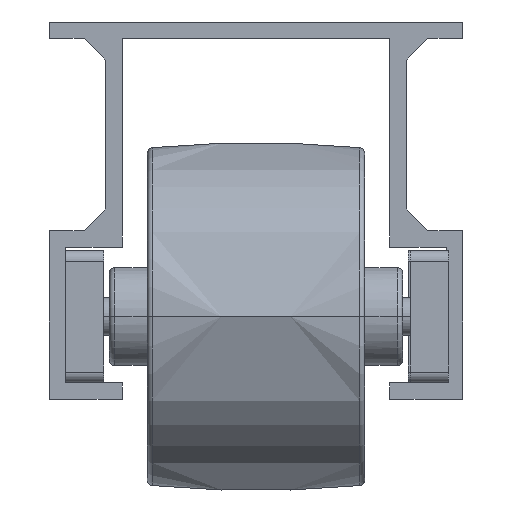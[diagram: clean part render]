
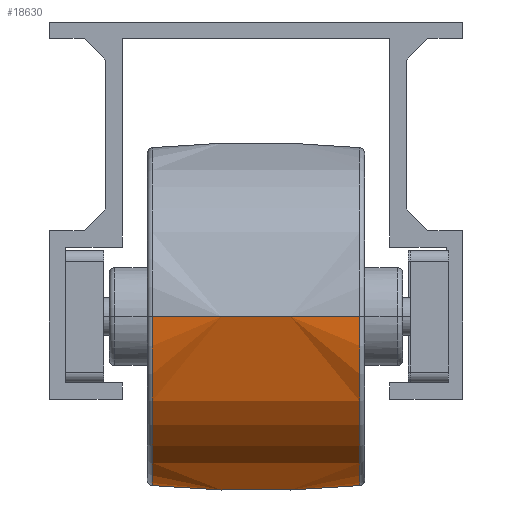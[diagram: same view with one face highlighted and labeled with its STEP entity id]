
A CAD part, front view. The second image highlights one B-rep face of the part: STEP entity #18630.
In plain terms, the highlighted free-form (B-spline) face has degree [3, 3] with [7, 4] control points.
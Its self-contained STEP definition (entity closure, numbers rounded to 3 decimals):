
#940 = CARTESIAN_POINT ( 'NONE',  ( 9.928, -100., -42.607 ) ) ;
#1122 = CARTESIAN_POINT ( 'NONE',  ( 9.928, -109.543, -42.607 ) ) ;
#1695 = CARTESIAN_POINT ( 'NONE',  ( 3.32, -116.758, -36.013 ) ) ;
#2155 = CARTESIAN_POINT ( 'NONE',  ( -9.548, -84.456, -27.1 ) ) ;
#2873 = CARTESIAN_POINT ( 'NONE',  ( 9.548, -100., -27.1 ) ) ;
#3608 = VERTEX_POINT ( 'NONE', #35267 ) ;
#4090 = CARTESIAN_POINT ( 'NONE',  ( 9.928, -90.457, -42.607 ) ) ;
#4461 = CARTESIAN_POINT ( 'NONE',  ( -9.928, -84.523, -26.126 ) ) ;
#4638 = CARTESIAN_POINT ( 'NONE',  ( -9.928, -83.924, -35.651 ) ) ;
#7750 = CARTESIAN_POINT ( 'NONE',  ( 3.32, -90.052, -43.265 ) ) ;
#9486 = DIRECTION ( 'NONE',  ( 0., 0., -1. ) ) ;
#9959 = DIRECTION ( 'NONE',  ( 0., 0., 1. ) ) ;
#10357 = VERTEX_POINT ( 'NONE', #31002 ) ;
#10466 = CARTESIAN_POINT ( 'NONE',  ( 9.928, -115.477, -26.126 ) ) ;
#11436 = DIRECTION ( 'NONE',  ( 0., -1., 0. ) ) ;
#12629 = CARTESIAN_POINT ( 'NONE',  ( 0., -184.25, -27.1 ) ) ;
#13024 = CARTESIAN_POINT ( 'NONE',  ( 3.32, -83.867, -26.085 ) ) ;
#13411 = CARTESIAN_POINT ( 'NONE',  ( -3.32, -90.052, -43.265 ) ) ;
#13600 = CARTESIAN_POINT ( 'NONE',  ( -3.32, -116.133, -26.085 ) ) ;
#15003 = AXIS2_PLACEMENT_3D ( 'NONE', #2873, #29921, #11436 ) ;
#16203 = DIRECTION ( 'NONE',  ( -0.095, -0.995, 0. ) ) ;
#16202 = CIRCLE ( 'NONE', #15003, 15.544 ) ;
#16309 = CARTESIAN_POINT ( 'NONE',  ( -3.32, -100., -43.265 ) ) ;
#16324 =( BOUNDED_SURFACE ( )  B_SPLINE_SURFACE ( 3, 3, ( 
 ( #31145, #13024, #19040, #4461 ),
 ( #22526, #31339, #25241, #4638 ),
 ( #4090, #7750, #13411, #24852 ),
 ( #940, #19618, #16309, #28382 ),
 ( #1122, #36782, #36589, #18842 ),
 ( #28198, #1695, #37172, #30752 ),
 ( #10466, #22339, #13600, #25438 ) ),
 .UNSPECIFIED., .F., .F., .T. ) 
 B_SPLINE_SURFACE_WITH_KNOTS ( ( 4, 3, 4 ),
 ( 4, 4 ),
 ( 0., 1., 2. ),
 ( 0., 1. ),
 .UNSPECIFIED. ) 
 GEOMETRIC_REPRESENTATION_ITEM ( )  RATIONAL_B_SPLINE_SURFACE ( (
 ( 1.19, 1.186, 1.186, 1.19),
 ( 0.94, 0.937, 0.937, 0.94),
 ( 0.94, 0.937, 0.937, 0.94),
 ( 1.19, 1.186, 1.186, 1.19),
 ( 0.94, 0.937, 0.937, 0.94),
 ( 0.94, 0.937, 0.937, 0.94),
 ( 1.19, 1.186, 1.186, 1.19) ) ) 
 REPRESENTATION_ITEM ( '' )  SURFACE ( )  );
#18630 = ADVANCED_FACE ( 'NONE', ( #37381 ), #16324, .T. ) ;
#18842 = CARTESIAN_POINT ( 'NONE',  ( -9.928, -109.543, -42.607 ) ) ;
#19040 = CARTESIAN_POINT ( 'NONE',  ( -3.32, -83.867, -26.085 ) ) ;
#19618 = CARTESIAN_POINT ( 'NONE',  ( 3.32, -100., -43.265 ) ) ;
#19842 = DIRECTION ( 'NONE',  ( 1., 0., 0. ) ) ;
#21519 = ORIENTED_EDGE ( 'NONE', *, *, #31364, .F. ) ;
#21524 = VERTEX_POINT ( 'NONE', #2155 ) ;
#22339 = CARTESIAN_POINT ( 'NONE',  ( 3.32, -116.133, -26.085 ) ) ;
#22380 = DIRECTION ( 'NONE',  ( 0., -1., 0. ) ) ;
#22526 = CARTESIAN_POINT ( 'NONE',  ( 9.928, -83.924, -35.651 ) ) ;
#22819 = ORIENTED_EDGE ( 'NONE', *, *, #32559, .T. ) ;
#24458 = DIRECTION ( 'NONE',  ( -0.095, 0.995, 0. ) ) ;
#24852 = CARTESIAN_POINT ( 'NONE',  ( -9.928, -90.457, -42.607 ) ) ;
#25021 = VERTEX_POINT ( 'NONE', #32431 ) ;
#25241 = CARTESIAN_POINT ( 'NONE',  ( -3.32, -83.242, -36.013 ) ) ;
#25438 = CARTESIAN_POINT ( 'NONE',  ( -9.928, -115.477, -26.126 ) ) ;
#25842 = CIRCLE ( 'NONE', #31490, 100.25 ) ;
#27948 = CIRCLE ( 'NONE', #32972, 15.544 ) ;
#28198 = CARTESIAN_POINT ( 'NONE',  ( 9.928, -116.076, -35.651 ) ) ;
#28382 = CARTESIAN_POINT ( 'NONE',  ( -9.928, -100., -42.607 ) ) ;
#28601 = EDGE_LOOP ( 'NONE', ( #38112, #31450, #21519, #22819 ) ) ;
#29921 = DIRECTION ( 'NONE',  ( 1., 0., 0. ) ) ;
#30159 = AXIS2_PLACEMENT_3D ( 'NONE', #36485, #9959, #16203 ) ;
#30752 = CARTESIAN_POINT ( 'NONE',  ( -9.928, -116.076, -35.651 ) ) ;
#31002 = CARTESIAN_POINT ( 'NONE',  ( -9.548, -115.544, -27.1 ) ) ;
#31145 = CARTESIAN_POINT ( 'NONE',  ( 9.928, -84.523, -26.126 ) ) ;
#31339 = CARTESIAN_POINT ( 'NONE',  ( 3.32, -83.242, -36.013 ) ) ;
#31364 = EDGE_CURVE ( 'NONE', #10357, #25021, #32690, .T. ) ;
#31450 = ORIENTED_EDGE ( 'NONE', *, *, #33750, .F. ) ;
#31490 = AXIS2_PLACEMENT_3D ( 'NONE', #12629, #9486, #24458 ) ;
#32431 = CARTESIAN_POINT ( 'NONE',  ( 9.548, -115.544, -27.1 ) ) ;
#32559 = EDGE_CURVE ( 'NONE', #10357, #21524, #27948, .T. ) ;
#32690 = CIRCLE ( 'NONE', #30159, 100.25 ) ;
#32972 = AXIS2_PLACEMENT_3D ( 'NONE', #34294, #19842, #22380 ) ;
#33750 = EDGE_CURVE ( 'NONE', #25021, #3608, #16202, .T. ) ;
#34294 = CARTESIAN_POINT ( 'NONE',  ( -9.548, -100., -27.1 ) ) ;
#35267 = CARTESIAN_POINT ( 'NONE',  ( 9.548, -84.456, -27.1 ) ) ;
#36485 = CARTESIAN_POINT ( 'NONE',  ( 0., -15.75, -27.1 ) ) ;
#36589 = CARTESIAN_POINT ( 'NONE',  ( -3.32, -109.948, -43.265 ) ) ;
#36782 = CARTESIAN_POINT ( 'NONE',  ( 3.32, -109.948, -43.265 ) ) ;
#37172 = CARTESIAN_POINT ( 'NONE',  ( -3.32, -116.758, -36.013 ) ) ;
#37381 = FACE_OUTER_BOUND ( 'NONE', #28601, .T. ) ;
#38112 = ORIENTED_EDGE ( 'NONE', *, *, #38524, .T. ) ;
#38524 = EDGE_CURVE ( 'NONE', #21524, #3608, #25842, .T. ) ;
